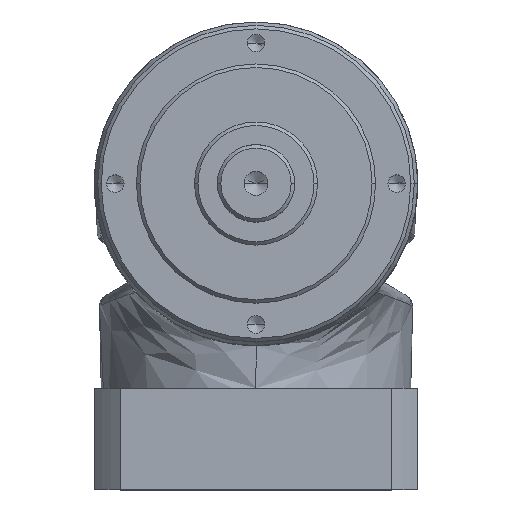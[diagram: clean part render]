
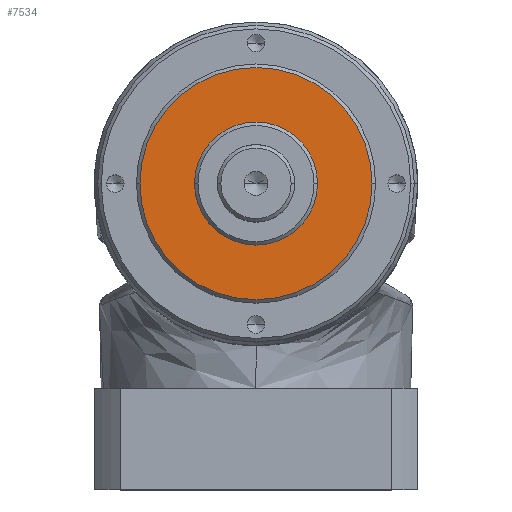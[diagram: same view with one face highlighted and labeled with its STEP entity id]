
A CAD part, top view. The second image highlights one B-rep face of the part: STEP entity #7534.
In plain terms, the highlighted planar face has unit normal (0, 0, 1).
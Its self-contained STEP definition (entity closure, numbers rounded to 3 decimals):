
#36 = CIRCLE ( 'NONE', #6346, 33. ) ;
#271 = CARTESIAN_POINT ( 'NONE',  ( 33., 0., 77. ) ) ;
#282 = CARTESIAN_POINT ( 'NONE',  ( 0., 0., 77. ) ) ;
#377 = VERTEX_POINT ( 'NONE', #2776 ) ;
#892 = CARTESIAN_POINT ( 'NONE',  ( 0., 0., 77. ) ) ;
#926 = DIRECTION ( 'NONE',  ( 1., 0., 0. ) ) ;
#1247 = ORIENTED_EDGE ( 'NONE', *, *, #5508, .T. ) ;
#1559 = DIRECTION ( 'NONE',  ( 0., 0., 1. ) ) ;
#1634 = CIRCLE ( 'NONE', #3696, 17.5 ) ;
#1671 = FACE_BOUND ( 'NONE', #5123, .T. ) ;
#1801 = EDGE_CURVE ( 'NONE', #377, #6287, #7584, .T. ) ;
#1893 = CARTESIAN_POINT ( 'NONE',  ( 0., 0., 77. ) ) ;
#2522 = DIRECTION ( 'NONE',  ( 1., 0., 0. ) ) ;
#2636 = VERTEX_POINT ( 'NONE', #3104 ) ;
#2776 = CARTESIAN_POINT ( 'NONE',  ( 17.5, 0., 77. ) ) ;
#3051 = CARTESIAN_POINT ( 'NONE',  ( 0., 0., 77. ) ) ;
#3104 = CARTESIAN_POINT ( 'NONE',  ( -33., 0., 77. ) ) ;
#3182 = AXIS2_PLACEMENT_3D ( 'NONE', #892, #1559, #6053 ) ;
#3496 = VERTEX_POINT ( 'NONE', #271 ) ;
#3696 = AXIS2_PLACEMENT_3D ( 'NONE', #282, #4792, #926 ) ;
#3945 = ORIENTED_EDGE ( 'NONE', *, *, #1801, .F. ) ;
#3984 = AXIS2_PLACEMENT_3D ( 'NONE', #6661, #7945, #7900 ) ;
#4022 = PLANE ( 'NONE',  #3182 ) ;
#4307 = CARTESIAN_POINT ( 'NONE',  ( -17.5, 0., 77. ) ) ;
#4481 = AXIS2_PLACEMENT_3D ( 'NONE', #1893, #6398, #2522 ) ;
#4792 = DIRECTION ( 'NONE',  ( 0., 0., 1. ) ) ;
#5123 = EDGE_LOOP ( 'NONE', ( #3945, #6874 ) ) ;
#5311 = FACE_OUTER_BOUND ( 'NONE', #8018, .T. ) ;
#5367 = CIRCLE ( 'NONE', #4481, 33. ) ;
#5508 = EDGE_CURVE ( 'NONE', #3496, #2636, #36, .T. ) ;
#6053 = DIRECTION ( 'NONE',  ( 1., 0., 0. ) ) ;
#6287 = VERTEX_POINT ( 'NONE', #4307 ) ;
#6346 = AXIS2_PLACEMENT_3D ( 'NONE', #3051, #7523, #8196 ) ;
#6398 = DIRECTION ( 'NONE',  ( 0., 0., 1. ) ) ;
#6661 = CARTESIAN_POINT ( 'NONE',  ( 0., 0., 77. ) ) ;
#6771 = EDGE_CURVE ( 'NONE', #6287, #377, #1634, .T. ) ;
#6874 = ORIENTED_EDGE ( 'NONE', *, *, #6771, .F. ) ;
#7126 = EDGE_CURVE ( 'NONE', #2636, #3496, #5367, .T. ) ;
#7523 = DIRECTION ( 'NONE',  ( 0., 0., 1. ) ) ;
#7534 = ADVANCED_FACE ( 'NONE', ( #5311, #1671 ), #4022, .T. ) ;
#7584 = CIRCLE ( 'NONE', #3984, 17.5 ) ;
#7900 = DIRECTION ( 'NONE',  ( 1., 0., 0. ) ) ;
#7945 = DIRECTION ( 'NONE',  ( 0., 0., 1. ) ) ;
#8018 = EDGE_LOOP ( 'NONE', ( #8137, #1247 ) ) ;
#8137 = ORIENTED_EDGE ( 'NONE', *, *, #7126, .T. ) ;
#8196 = DIRECTION ( 'NONE',  ( 1., 0., 0. ) ) ;
